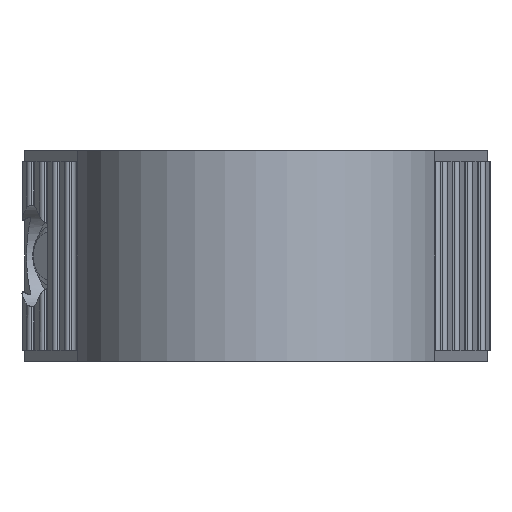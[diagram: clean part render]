
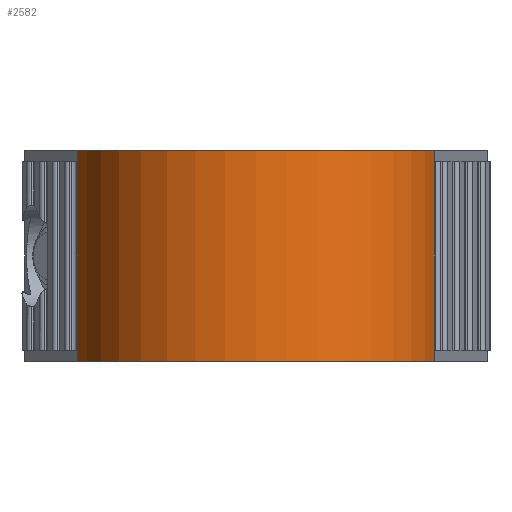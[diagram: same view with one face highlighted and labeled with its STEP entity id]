
A CAD part, front view. The second image highlights one B-rep face of the part: STEP entity #2582.
In plain terms, the highlighted cylindrical face has radius 8.65 mm (diameter 17.3 mm), a partial arc.
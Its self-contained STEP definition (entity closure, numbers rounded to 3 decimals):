
#255=FACE_OUTER_BOUND($,#416,.T.);
#416=EDGE_LOOP($,(#2196,#2197,#2198,#2199));
#574=LINE($,#4503,#780);
#614=LINE($,#4618,#820);
#780=VECTOR($,#3376,10.);
#820=VECTOR($,#3494,10.);
#944=CIRCLE($,#2828,8.65);
#945=CIRCLE($,#2829,8.65);
#1162=VERTEX_POINT($,#4501);
#1163=VERTEX_POINT($,#4502);
#1198=VERTEX_POINT($,#4616);
#1199=VERTEX_POINT($,#4617);
#1488=EDGE_CURVE($,#1162,#1163,#574,.T.);
#1544=EDGE_CURVE($,#1198,#1199,#614,.T.);
#1548=EDGE_CURVE($,#1199,#1163,#944,.T.);
#1549=EDGE_CURVE($,#1198,#1162,#945,.T.);
#2196=ORIENTED_EDGE($,*,*,#1548,.T.);
#2197=ORIENTED_EDGE($,*,*,#1488,.F.);
#2198=ORIENTED_EDGE($,*,*,#1549,.F.);
#2199=ORIENTED_EDGE($,*,*,#1544,.T.);
#2448=CYLINDRICAL_SURFACE($,#2827,8.65);
#2582=ADVANCED_FACE($,(#255),#2448,.T.);
#2827=AXIS2_PLACEMENT_3D($,#4624,#3498,#3499);
#2828=AXIS2_PLACEMENT_3D($,#4625,#3500,#3501);
#2829=AXIS2_PLACEMENT_3D($,#4626,#3502,#3503);
#3376=DIRECTION($,(0.,0.,-1.));
#3494=DIRECTION($,(0.,0.,-1.));
#3498=DIRECTION('center_axis',(0.,0.,1.));
#3499=DIRECTION('ref_axis',(-0.978,-0.207,0.));
#3500=DIRECTION('center_axis',(0.,0.,1.));
#3501=DIRECTION('ref_axis',(-0.978,-0.207,0.));
#3502=DIRECTION('center_axis',(0.,0.,1.));
#3503=DIRECTION('ref_axis',(-0.978,-0.207,0.));
#4501=CARTESIAN_POINT('',(8.464,-1.787,5.));
#4502=CARTESIAN_POINT('',(8.464,-1.787,-5.));
#4503=CARTESIAN_POINT($,(8.464,-1.787,5.));
#4616=CARTESIAN_POINT('',(-8.464,-1.787,5.));
#4617=CARTESIAN_POINT('',(-8.464,-1.787,-5.));
#4618=CARTESIAN_POINT($,(-8.464,-1.787,5.));
#4624=CARTESIAN_POINT('Origin',(0.,0.,5.));
#4625=CARTESIAN_POINT('Origin',(0.,0.,-5.));
#4626=CARTESIAN_POINT('Origin',(0.,0.,5.));
